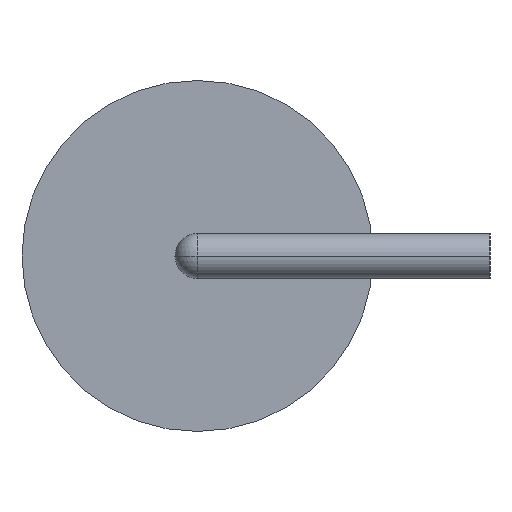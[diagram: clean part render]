
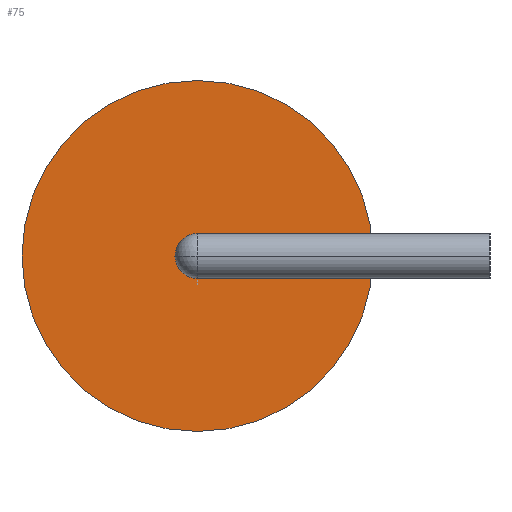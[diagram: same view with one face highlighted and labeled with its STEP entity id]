
A CAD part, left-side view. The second image highlights one B-rep face of the part: STEP entity #75.
In plain terms, the highlighted planar face has unit normal (-1, 0, 0).
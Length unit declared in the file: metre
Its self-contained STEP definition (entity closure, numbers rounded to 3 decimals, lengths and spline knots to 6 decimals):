
#75 = ADVANCED_FACE( '', ( #167, #168 ), #169, .F. );
#167 = FACE_BOUND( '', #276, .T. );
#168 = FACE_OUTER_BOUND( '', #277, .T. );
#169 = PLANE( '', #278 );
#276 = EDGE_LOOP( '', ( #425, #426, #427, #428 ) );
#277 = EDGE_LOOP( '', ( #429 ) );
#278 = AXIS2_PLACEMENT_3D( '', #430, #431, #432 );
#425 = ORIENTED_EDGE( '', *, *, #642, .T. );
#426 = ORIENTED_EDGE( '', *, *, #658, .T. );
#427 = ORIENTED_EDGE( '', *, *, #649, .T. );
#428 = ORIENTED_EDGE( '', *, *, #659, .T. );
#429 = ORIENTED_EDGE( '', *, *, #660, .F. );
#430 = CARTESIAN_POINT( '', ( 0., 0., 0. ) );
#431 = DIRECTION( '', ( 1., 0., 0. ) );
#432 = DIRECTION( '', ( 0., 0., -1. ) );
#642 = EDGE_CURVE( '', #758, #759, #760, .T. );
#649 = EDGE_CURVE( '', #771, #769, #772, .T. );
#658 = EDGE_CURVE( '', #759, #771, #784, .T. );
#659 = EDGE_CURVE( '', #769, #758, #785, .T. );
#660 = EDGE_CURVE( '', #786, #786, #787, .T. );
#758 = VERTEX_POINT( '', #901 );
#759 = VERTEX_POINT( '', #902 );
#760 = CIRCLE( '', #903, 0.0005 );
#769 = VERTEX_POINT( '', #915 );
#771 = VERTEX_POINT( '', #918 );
#772 = CIRCLE( '', #919, 0.0005 );
#784 = CIRCLE( '', #935, 0.0005 );
#785 = CIRCLE( '', #936, 0.0005 );
#786 = VERTEX_POINT( '', #937 );
#787 = CIRCLE( '', #938, 0.0039 );
#901 = CARTESIAN_POINT( '', ( 0., 0.0005, 0. ) );
#902 = CARTESIAN_POINT( '', ( 0., 0., 0.0005 ) );
#903 = AXIS2_PLACEMENT_3D( '', #1060, #1061, #1062 );
#915 = CARTESIAN_POINT( '', ( 0., 0., -0.0005 ) );
#918 = CARTESIAN_POINT( '', ( 0., -0.0005, 0. ) );
#919 = AXIS2_PLACEMENT_3D( '', #1070, #1071, #1072 );
#935 = AXIS2_PLACEMENT_3D( '', #1083, #1084, #1085 );
#936 = AXIS2_PLACEMENT_3D( '', #1086, #1087, #1088 );
#937 = CARTESIAN_POINT( '', ( 0., 0., -0.0039 ) );
#938 = AXIS2_PLACEMENT_3D( '', #1089, #1090, #1091 );
#1060 = CARTESIAN_POINT( '', ( 0., 0., 0. ) );
#1061 = DIRECTION( '', ( 1., 0., 0. ) );
#1062 = DIRECTION( '', ( 0., 0., -1. ) );
#1070 = CARTESIAN_POINT( '', ( 0., 0., 0. ) );
#1071 = DIRECTION( '', ( 1., 0., 0. ) );
#1072 = DIRECTION( '', ( 0., 0., -1. ) );
#1083 = CARTESIAN_POINT( '', ( 0., 0., 0. ) );
#1084 = DIRECTION( '', ( 1., 0., 0. ) );
#1085 = DIRECTION( '', ( 0., 0., -1. ) );
#1086 = CARTESIAN_POINT( '', ( 0., 0., 0. ) );
#1087 = DIRECTION( '', ( 1., 0., 0. ) );
#1088 = DIRECTION( '', ( 0., 0., -1. ) );
#1089 = CARTESIAN_POINT( '', ( 0., 0., 0. ) );
#1090 = DIRECTION( '', ( 1., 0., 0. ) );
#1091 = DIRECTION( '', ( 0., 0., -1. ) );
